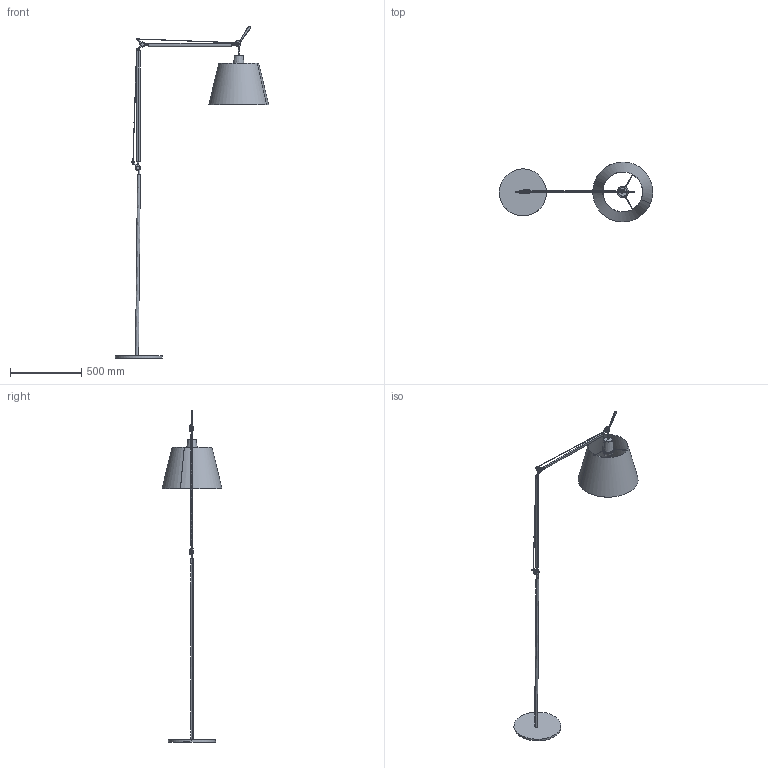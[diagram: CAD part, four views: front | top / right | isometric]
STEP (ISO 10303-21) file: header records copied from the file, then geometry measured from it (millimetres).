
FILE_DESCRIPTION(/* description */ (''),/* implementation_level */ '2;1');
FILE_NAME(/* name */ 'Tolomeo Mega Terra Diffusore 420',/* time_stamp */ '2020-10-06T11:21:40+02:00',/* author */ (''),/* organization */ (''),/* preprocessor_version */ 'ST-DEVELOPER v15',/* originating_system */ '',/* authorisation */ '');
FILE_SCHEMA (('AUTOMOTIVE_DESIGN'));
Length unit declared in the file: millimetre
Products named in the file (1): Document
Bounding box: 1074.7 x 419.98 x 2328.1 mm (x, y, z)
Volume: 2601498 mm3; surface area: 1099451.3 mm2
Topology: 10 solids, 40 shells, 474 faces, 1197 edges, 756 vertices
Faces by surface type: bspline 325, plane 149
Entity records: 19336 total; most frequent: CARTESIAN_POINT 12545, ORIENTED_EDGE 2168, EDGE_CURVE 1182, VERTEX_POINT 741, B_SPLINE_CURVE_WITH_KNOTS 498, EDGE_LOOP 488, ADVANCED_FACE 474, FACE_OUTER_BOUND 474
